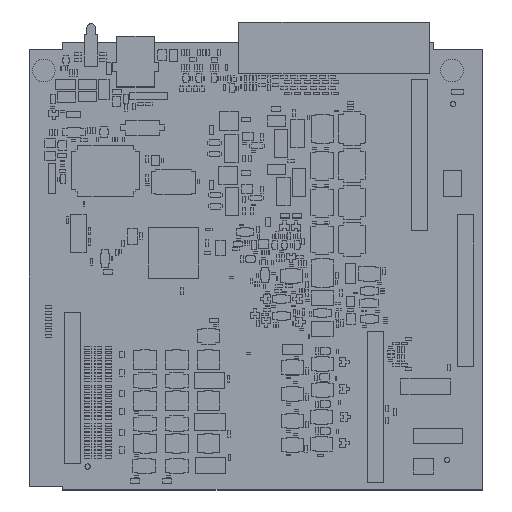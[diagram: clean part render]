
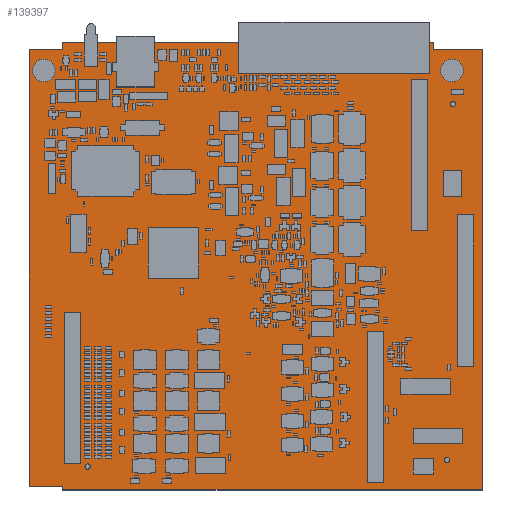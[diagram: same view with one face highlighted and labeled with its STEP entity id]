
A CAD part, top view. The second image highlights one B-rep face of the part: STEP entity #139397.
In plain terms, the highlighted planar face has unit normal (0, 0, 1).
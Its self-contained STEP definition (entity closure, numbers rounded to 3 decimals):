
#10210 = LINE ( 'NONE', #125499, #10220 ) ;
#10220 = VECTOR ( 'NONE', #125501, 1000. ) ;
#10241 = LINE ( 'NONE', #125518, #10250 ) ;
#10250 = VECTOR ( 'NONE', #125521, 1000. ) ;
#10498 = LINE ( 'NONE', #125744, #10506 ) ;
#10506 = VECTOR ( 'NONE', #125747, 1000. ) ;
#10540 = LINE ( 'NONE', #125784, #10549 ) ;
#10549 = VECTOR ( 'NONE', #125787, 1000. ) ;
#10612 = LINE ( 'NONE', #125855, #10621 ) ;
#10621 = VECTOR ( 'NONE', #125859, 1000. ) ;
#10703 = LINE ( 'NONE', #125951, #10709 ) ;
#10709 = VECTOR ( 'NONE', #125955, 1000. ) ;
#10751 = LINE ( 'NONE', #126020, #10757 ) ;
#10757 = VECTOR ( 'NONE', #126024, 1000. ) ;
#30753 = EDGE_CURVE ( 'NONE', #221002, #220980, #121769, .T. ) ;
#30771 = EDGE_CURVE ( 'NONE', #221452, #220978, #121813, .T. ) ;
#30774 = EDGE_CURVE ( 'NONE', #220980, #221452, #121827, .T. ) ;
#31064 = EDGE_CURVE ( 'NONE', #220991, #220993, #10210, .T. ) ;
#31080 = EDGE_CURVE ( 'NONE', #220985, #220989, #10241, .T. ) ;
#31211 = EDGE_CURVE ( 'NONE', #220978, #220985, #10498, .T. ) ;
#31231 = EDGE_CURVE ( 'NONE', #220993, #220997, #10540, .T. ) ;
#31268 = EDGE_CURVE ( 'NONE', #220997, #221000, #10612, .T. ) ;
#31317 = EDGE_CURVE ( 'NONE', #221000, #221002, #10703, .T. ) ;
#31353 = EDGE_CURVE ( 'NONE', #220989, #220991, #10751, .T. ) ;
#36970 = ORIENTED_EDGE ( 'NONE', *, *, #30774, .T. ) ;
#36973 = ORIENTED_EDGE ( 'NONE', *, *, #30771, .T. ) ;
#36975 = ORIENTED_EDGE ( 'NONE', *, *, #31211, .T. ) ;
#36979 = ORIENTED_EDGE ( 'NONE', *, *, #31080, .T. ) ;
#36982 = ORIENTED_EDGE ( 'NONE', *, *, #31353, .T. ) ;
#36985 = ORIENTED_EDGE ( 'NONE', *, *, #31064, .T. ) ;
#36988 = ORIENTED_EDGE ( 'NONE', *, *, #31231, .T. ) ;
#36989 = ORIENTED_EDGE ( 'NONE', *, *, #31268, .T. ) ;
#36993 = ORIENTED_EDGE ( 'NONE', *, *, #31317, .T. ) ;
#36996 = ORIENTED_EDGE ( 'NONE', *, *, #30753, .T. ) ;
#42527 = CARTESIAN_POINT ( 'NONE',  ( 152.4, 0., 1.575 ) ) ;
#42529 = CARTESIAN_POINT ( 'NONE',  ( 11.176, 1.27, 1.575 ) ) ;
#42531 = CARTESIAN_POINT ( 'NONE',  ( 152.4, 148.082, 1.575 ) ) ;
#42534 = CARTESIAN_POINT ( 'NONE',  ( 135.788, 148.082, 1.575 ) ) ;
#42536 = CARTESIAN_POINT ( 'NONE',  ( 135.788, 150.622, 1.575 ) ) ;
#42538 = CARTESIAN_POINT ( 'NONE',  ( 11.176, 150.622, 1.575 ) ) ;
#42542 = CARTESIAN_POINT ( 'NONE',  ( 11.176, 148.082, 1.575 ) ) ;
#42548 = CARTESIAN_POINT ( 'NONE',  ( 0., 148.082, 1.575 ) ) ;
#42552 = CARTESIAN_POINT ( 'NONE',  ( 0., 1.27, 1.575 ) ) ;
#43332 = CARTESIAN_POINT ( 'NONE',  ( 11.176, 0., 1.575 ) ) ;
#121769 = LINE ( 'NONE', #125091, #121787 ) ;
#121787 = VECTOR ( 'NONE', #125101, 1000. ) ;
#121813 = LINE ( 'NONE', #125109, #121831 ) ;
#121827 = LINE ( 'NONE', #125127, #121837 ) ;
#121831 = VECTOR ( 'NONE', #125124, 1000. ) ;
#121837 = VECTOR ( 'NONE', #125129, 1000. ) ;
#125091 = CARTESIAN_POINT ( 'NONE',  ( 0., 1.27, 1.575 ) ) ;
#125101 = DIRECTION ( 'NONE',  ( 1., 0., 0. ) ) ;
#125109 = CARTESIAN_POINT ( 'NONE',  ( 11.176, 0., 1.575 ) ) ;
#125124 = DIRECTION ( 'NONE',  ( 1., 0., 0. ) ) ;
#125127 = CARTESIAN_POINT ( 'NONE',  ( 11.176, 1.27, 1.575 ) ) ;
#125129 = DIRECTION ( 'NONE',  ( 0., -1., 0. ) ) ;
#125499 = CARTESIAN_POINT ( 'NONE',  ( 135.788, 150.622, 1.575 ) ) ;
#125501 = DIRECTION ( 'NONE',  ( -1., 0., 0. ) ) ;
#125518 = CARTESIAN_POINT ( 'NONE',  ( 152.4, 148.082, 1.575 ) ) ;
#125521 = DIRECTION ( 'NONE',  ( -1., 0., 0. ) ) ;
#125744 = CARTESIAN_POINT ( 'NONE',  ( 152.4, 0., 1.575 ) ) ;
#125747 = DIRECTION ( 'NONE',  ( 0., 1., 0. ) ) ;
#125784 = CARTESIAN_POINT ( 'NONE',  ( 11.176, 150.622, 1.575 ) ) ;
#125787 = DIRECTION ( 'NONE',  ( 0., -1., 0. ) ) ;
#125855 = CARTESIAN_POINT ( 'NONE',  ( 11.176, 148.082, 1.575 ) ) ;
#125859 = DIRECTION ( 'NONE',  ( -1., 0., 0. ) ) ;
#125951 = CARTESIAN_POINT ( 'NONE',  ( 0., 148.082, 1.575 ) ) ;
#125955 = DIRECTION ( 'NONE',  ( 0., -1., 0. ) ) ;
#126020 = CARTESIAN_POINT ( 'NONE',  ( 135.788, 148.082, 1.575 ) ) ;
#126024 = DIRECTION ( 'NONE',  ( 0., 1., 0. ) ) ;
#139397 = ADVANCED_FACE ( 'NONE', ( #184841 ), #182283, .T. ) ;
#178759 = AXIS2_PLACEMENT_3D ( 'NONE', #182302, #182303, #182304 ) ;
#182283 = PLANE ( 'NONE',  #178759 ) ;
#182302 = CARTESIAN_POINT ( 'NONE',  ( 0., 0., 1.575 ) ) ;
#182303 = DIRECTION ( 'NONE',  ( 0., 0., 1. ) ) ;
#182304 = DIRECTION ( 'NONE',  ( 1., 0., 0. ) ) ;
#184841 = FACE_OUTER_BOUND ( 'NONE', #221459, .T. ) ;
#220978 = VERTEX_POINT ( 'NONE', #42527 ) ;
#220980 = VERTEX_POINT ( 'NONE', #42529 ) ;
#220985 = VERTEX_POINT ( 'NONE', #42531 ) ;
#220989 = VERTEX_POINT ( 'NONE', #42534 ) ;
#220991 = VERTEX_POINT ( 'NONE', #42536 ) ;
#220993 = VERTEX_POINT ( 'NONE', #42538 ) ;
#220997 = VERTEX_POINT ( 'NONE', #42542 ) ;
#221000 = VERTEX_POINT ( 'NONE', #42548 ) ;
#221002 = VERTEX_POINT ( 'NONE', #42552 ) ;
#221452 = VERTEX_POINT ( 'NONE', #43332 ) ;
#221459 = EDGE_LOOP ( 'NONE', ( #36970, #36973, #36975, #36979, #36982, #36985, #36988, #36989, #36993, #36996 ) ) ;
